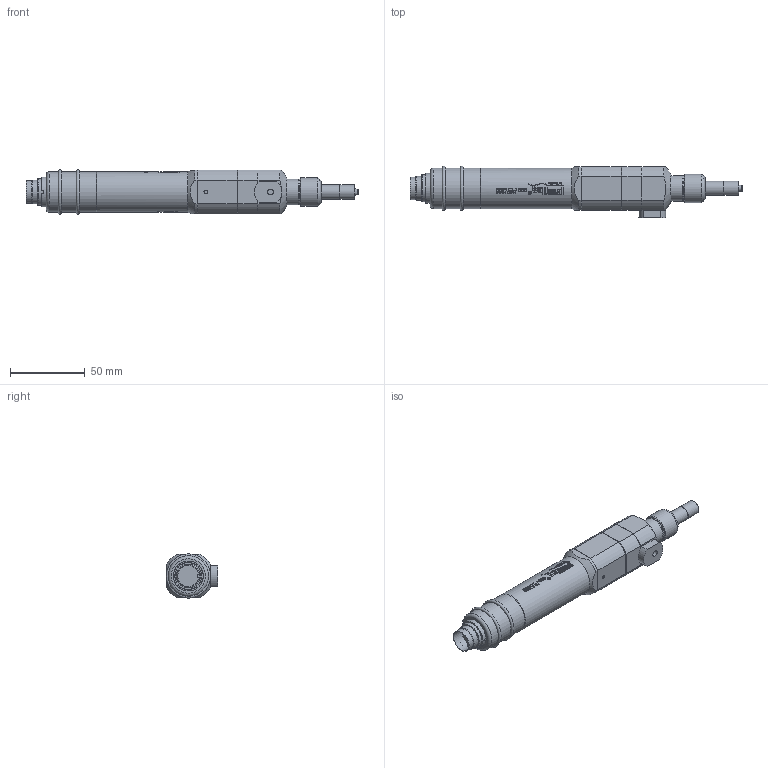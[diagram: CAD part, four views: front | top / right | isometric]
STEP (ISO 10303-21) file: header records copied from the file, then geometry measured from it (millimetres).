
FILE_DESCRIPTION (( 'STEP AP203' ), '1' );
FILE_NAME ('step - 15.02.2016.STEP', '2016-02-15T11:53:58', ( '' ), ( '' ), 'SwSTEP 2.0', 'SolidWorks 2016', '' );
FILE_SCHEMA (( 'CONFIG_CONTROL_DESIGN' ));
Length unit declared in the file: millimetre
Products named in the file (1): step - 15.02.2016
Bounding box: 221.7 x 34.5 x 29.6 mm (x, y, z)
Volume: 114279.8 mm3; surface area: 19959.2 mm2
Topology: 1 solids, 1 shells, 230 faces, 960 edges, 838 vertices
Faces by surface type: cylinder 131, plane 63, cone 31, torus 5
Full cylindrical faces by diameter (mm): 2.5 x2, 4 x1, 8.2 x1, 8.566 x1, 9.5 x2, 15 x1, 16 x1, 17 x2, 18 x1, 19 x1, 20 x1, 27 x4
Entity records: 18159 total; most frequent: CARTESIAN_POINT 10588, ORIENTED_EDGE 1780, DIRECTION 1186, EDGE_CURVE 890, VERTEX_POINT 810, AXIS2_PLACEMENT_3D 462, B_SPLINE_CURVE_WITH_KNOTS 396, EDGE_LOOP 376
